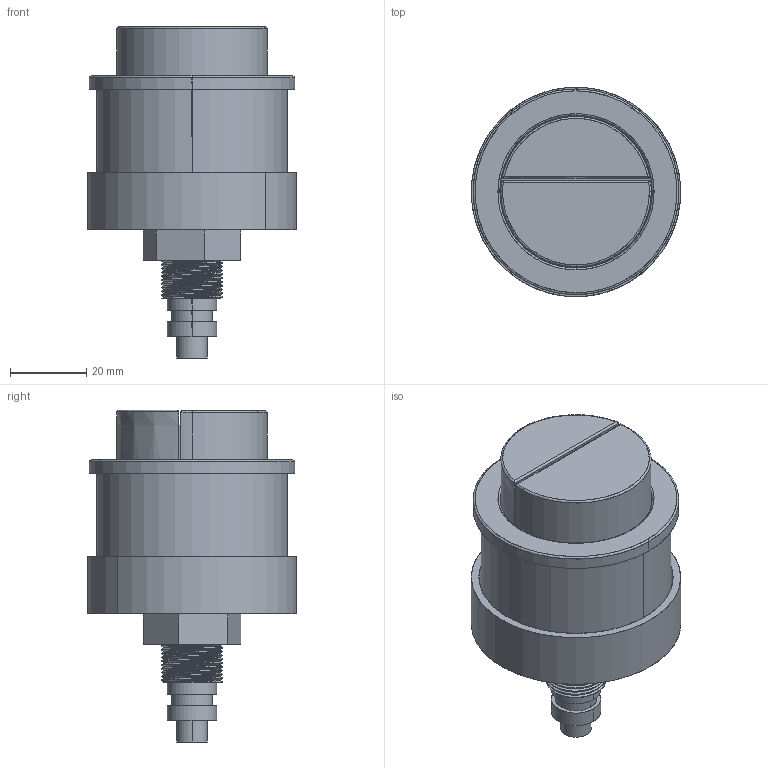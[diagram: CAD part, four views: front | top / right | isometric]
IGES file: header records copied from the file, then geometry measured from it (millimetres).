
Start section: SolidWorks IGES file using analytic representation for surfaces
Global section: file name: HC2030_v11119.IGS; native system: SolidWorks 2019; preprocessor: SolidWorks 2019; author: adamj; date: 191101.133818; units: millimetre
Bounding box: 55 x 55 x 87.17 mm (x, y, z)
Surface area: 42514.1 mm2 (no closed solid volume)
Topology: 0 solids, 0 shells, 278 faces, 5662 edges, 5660 vertices
Faces by surface type: revolution 186, bspline 92
